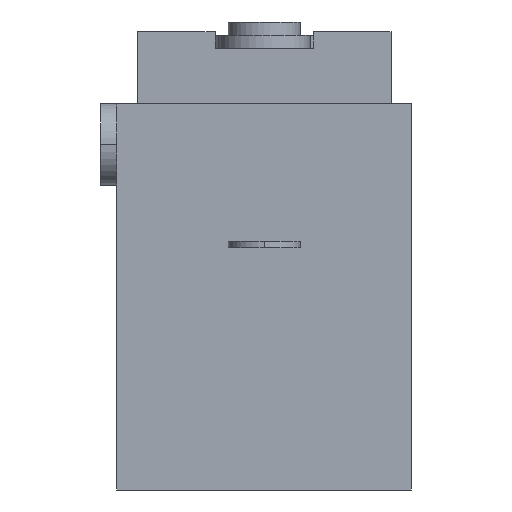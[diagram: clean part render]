
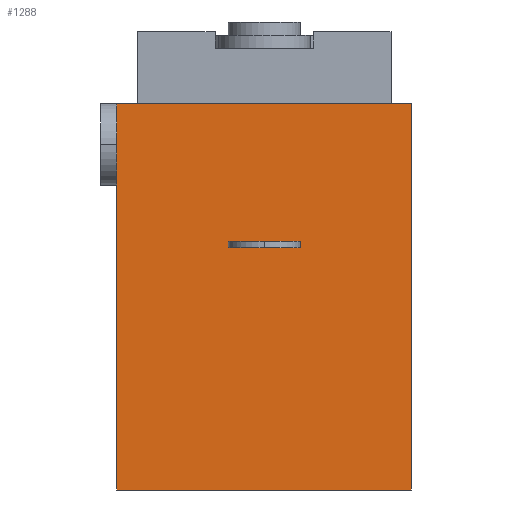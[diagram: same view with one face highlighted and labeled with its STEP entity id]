
A CAD part, front view. The second image highlights one B-rep face of the part: STEP entity #1288.
In plain terms, the highlighted planar face has unit normal (0, -1, 0).
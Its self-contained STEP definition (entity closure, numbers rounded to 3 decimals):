
#2 = CARTESIAN_POINT ( 'NONE',  ( -4.452, -4.968, -3.785 ) ) ;
#20 = ORIENTED_EDGE ( 'NONE', *, *, #764, .F. ) ;
#30 = CARTESIAN_POINT ( 'NONE',  ( -1.052, -4.968, 0.215 ) ) ;
#38 = CARTESIAN_POINT ( 'NONE',  ( 4.548, -4.968, -7.185 ) ) ;
#39 = LINE ( 'NONE', #365, #392 ) ;
#103 = VECTOR ( 'NONE', #1377, 1000. ) ;
#158 = DIRECTION ( 'NONE',  ( 0., 0., 1. ) ) ;
#179 = ORIENTED_EDGE ( 'NONE', *, *, #254, .T. ) ;
#202 = DIRECTION ( 'NONE',  ( 0., 0., -1. ) ) ;
#209 = DIRECTION ( 'NONE',  ( 0., 0., -1. ) ) ;
#249 = VERTEX_POINT ( 'NONE', #1444 ) ;
#254 = EDGE_CURVE ( 'NONE', #587, #1187, #1433, .T. ) ;
#285 = VECTOR ( 'NONE', #158, 1000. ) ;
#297 = DIRECTION ( 'NONE',  ( 0., 0., 1. ) ) ;
#345 = EDGE_LOOP ( 'NONE', ( #768, #1525, #179, #357, #1302 ) ) ;
#357 = ORIENTED_EDGE ( 'NONE', *, *, #1248, .T. ) ;
#365 = CARTESIAN_POINT ( 'NONE',  ( -4.452, -4.968, -3.785 ) ) ;
#373 = FACE_BOUND ( 'NONE', #1744, .T. ) ;
#392 = VECTOR ( 'NONE', #202, 1000. ) ;
#491 = VERTEX_POINT ( 'NONE', #30 ) ;
#506 = DIRECTION ( 'NONE',  ( 0., 0., -1. ) ) ;
#513 = VECTOR ( 'NONE', #722, 1000. ) ;
#522 = CARTESIAN_POINT ( 'NONE',  ( -4.452, -4.968, -3.785 ) ) ;
#573 = VECTOR ( 'NONE', #633, 1000. ) ;
#587 = VERTEX_POINT ( 'NONE', #1867 ) ;
#633 = DIRECTION ( 'NONE',  ( 1., 0., 0. ) ) ;
#668 = DIRECTION ( 'NONE',  ( -1., 0., 0. ) ) ;
#722 = DIRECTION ( 'NONE',  ( 1., 0., 0. ) ) ;
#743 = CARTESIAN_POINT ( 'NONE',  ( -1.052, -4.968, 0.415 ) ) ;
#745 = CARTESIAN_POINT ( 'NONE',  ( -4.452, -4.968, 4.615 ) ) ;
#763 = VECTOR ( 'NONE', #1831, 1000. ) ;
#764 = EDGE_CURVE ( 'NONE', #249, #1936, #1020, .T. ) ;
#768 = ORIENTED_EDGE ( 'NONE', *, *, #1704, .F. ) ;
#828 = EDGE_CURVE ( 'NONE', #491, #249, #914, .T. ) ;
#904 = CARTESIAN_POINT ( 'NONE',  ( -4.452, -4.968, -7.185 ) ) ;
#913 = LINE ( 'NONE', #1234, #103 ) ;
#914 = LINE ( 'NONE', #1721, #513 ) ;
#940 = EDGE_CURVE ( 'NONE', #1555, #491, #1550, .T. ) ;
#1020 = LINE ( 'NONE', #1399, #285 ) ;
#1023 = VECTOR ( 'NONE', #209, 1000. ) ;
#1104 = VECTOR ( 'NONE', #506, 1000. ) ;
#1118 = CARTESIAN_POINT ( 'NONE',  ( 4.548, -4.968, 4.615 ) ) ;
#1187 = VERTEX_POINT ( 'NONE', #904 ) ;
#1199 = ORIENTED_EDGE ( 'NONE', *, *, #828, .F. ) ;
#1234 = CARTESIAN_POINT ( 'NONE',  ( -4.452, -4.968, -7.185 ) ) ;
#1245 = PLANE ( 'NONE',  #1278 ) ;
#1248 = EDGE_CURVE ( 'NONE', #1187, #1398, #913, .T. ) ;
#1278 = AXIS2_PLACEMENT_3D ( 'NONE', #2, #1854, #297 ) ;
#1288 = ADVANCED_FACE ( 'NONE', ( #1967, #373 ), #1245, .F. ) ;
#1302 = ORIENTED_EDGE ( 'NONE', *, *, #1842, .F. ) ;
#1359 = VERTEX_POINT ( 'NONE', #745 ) ;
#1377 = DIRECTION ( 'NONE',  ( 1., 0., 0. ) ) ;
#1397 = LINE ( 'NONE', #1724, #573 ) ;
#1398 = VERTEX_POINT ( 'NONE', #38 ) ;
#1399 = CARTESIAN_POINT ( 'NONE',  ( 1.148, -4.968, 0.415 ) ) ;
#1433 = LINE ( 'NONE', #522, #1023 ) ;
#1444 = CARTESIAN_POINT ( 'NONE',  ( 1.148, -4.968, 0.215 ) ) ;
#1454 = CARTESIAN_POINT ( 'NONE',  ( -1.052, -4.968, 0.415 ) ) ;
#1511 = CARTESIAN_POINT ( 'NONE',  ( -1.052, -4.968, 0.415 ) ) ;
#1516 = LINE ( 'NONE', #1582, #1104 ) ;
#1525 = ORIENTED_EDGE ( 'NONE', *, *, #1807, .T. ) ;
#1550 = LINE ( 'NONE', #1511, #763 ) ;
#1555 = VERTEX_POINT ( 'NONE', #743 ) ;
#1582 = CARTESIAN_POINT ( 'NONE',  ( 4.548, -4.968, -3.785 ) ) ;
#1610 = CARTESIAN_POINT ( 'NONE',  ( 1.148, -4.968, 0.415 ) ) ;
#1704 = EDGE_CURVE ( 'NONE', #1359, #1855, #1397, .T. ) ;
#1721 = CARTESIAN_POINT ( 'NONE',  ( -1.052, -4.968, 0.215 ) ) ;
#1724 = CARTESIAN_POINT ( 'NONE',  ( -4.452, -4.968, 4.615 ) ) ;
#1736 = ORIENTED_EDGE ( 'NONE', *, *, #940, .F. ) ;
#1744 = EDGE_LOOP ( 'NONE', ( #1736, #1828, #20, #1199 ) ) ;
#1807 = EDGE_CURVE ( 'NONE', #1359, #587, #39, .T. ) ;
#1828 = ORIENTED_EDGE ( 'NONE', *, *, #1929, .F. ) ;
#1831 = DIRECTION ( 'NONE',  ( 0., 0., -1. ) ) ;
#1842 = EDGE_CURVE ( 'NONE', #1855, #1398, #1516, .T. ) ;
#1854 = DIRECTION ( 'NONE',  ( 0., 1., 0. ) ) ;
#1855 = VERTEX_POINT ( 'NONE', #1118 ) ;
#1867 = CARTESIAN_POINT ( 'NONE',  ( -4.452, -4.968, 2.115 ) ) ;
#1929 = EDGE_CURVE ( 'NONE', #1936, #1555, #2002, .T. ) ;
#1936 = VERTEX_POINT ( 'NONE', #1610 ) ;
#1952 = VECTOR ( 'NONE', #668, 1000. ) ;
#1967 = FACE_OUTER_BOUND ( 'NONE', #345, .T. ) ;
#2002 = LINE ( 'NONE', #1454, #1952 ) ;
